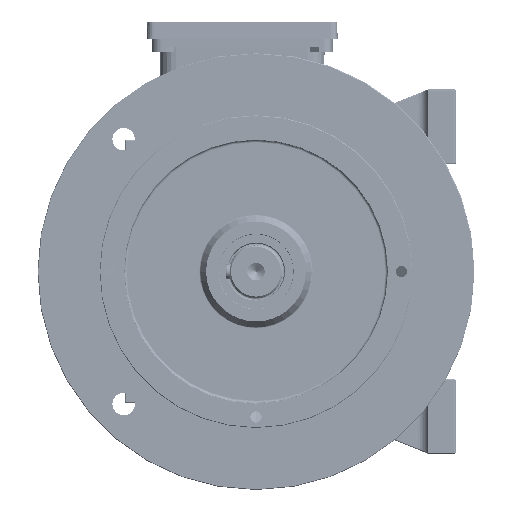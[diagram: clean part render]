
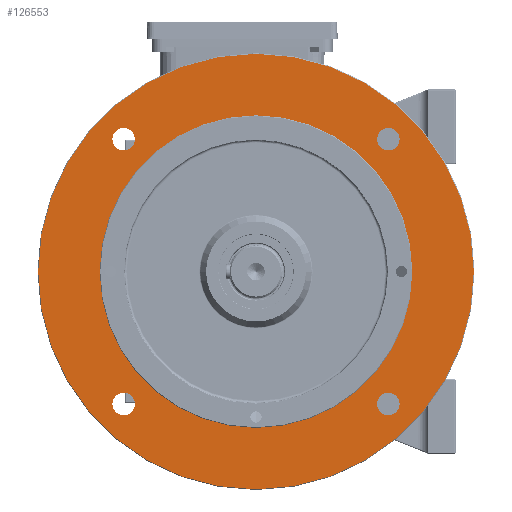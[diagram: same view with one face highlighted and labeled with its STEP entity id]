
A CAD part, left-side view. The second image highlights one B-rep face of the part: STEP entity #126553.
In plain terms, the highlighted face is planar.
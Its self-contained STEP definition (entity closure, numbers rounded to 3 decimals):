
#1164 = EDGE_CURVE ( 'NONE', #73017, #178960, #10019, .T. ) ;
#1438 = CARTESIAN_POINT ( 'NONE',  ( 4., -106.066, 115.066 ) ) ;
#3620 = AXIS2_PLACEMENT_3D ( 'NONE', #93231, #33325, #108426 ) ;
#3725 = CIRCLE ( 'NONE', #75050, 174.5 ) ;
#5006 = EDGE_LOOP ( 'NONE', ( #67814, #95102 ) ) ;
#6859 = AXIS2_PLACEMENT_3D ( 'NONE', #48706, #64980, #174378 ) ;
#10019 = CIRCLE ( 'NONE', #6859, 125.25 ) ;
#10373 = EDGE_CURVE ( 'NONE', #47031, #66599, #104684, .T. ) ;
#14997 = DIRECTION ( 'NONE',  ( 1., 0., 0. ) ) ;
#16737 = DIRECTION ( 'NONE',  ( 0., 0., -1. ) ) ;
#25419 = CARTESIAN_POINT ( 'NONE',  ( 4., -106.066, -115.066 ) ) ;
#25481 = AXIS2_PLACEMENT_3D ( 'NONE', #109573, #96371, #95355 ) ;
#27725 = DIRECTION ( 'NONE',  ( 1., 0., 0. ) ) ;
#28535 = VERTEX_POINT ( 'NONE', #195045 ) ;
#29570 = CIRCLE ( 'NONE', #3620, 9. ) ;
#30570 = CIRCLE ( 'NONE', #143885, 9. ) ;
#31012 = ORIENTED_EDGE ( 'NONE', *, *, #36376, .F. ) ;
#31981 = FACE_BOUND ( 'NONE', #141364, .T. ) ;
#32857 = VERTEX_POINT ( 'NONE', #144584 ) ;
#33325 = DIRECTION ( 'NONE',  ( 1., 0., 0. ) ) ;
#36329 = CARTESIAN_POINT ( 'NONE',  ( 4., 0., 0. ) ) ;
#36376 = EDGE_CURVE ( 'NONE', #149794, #125174, #128165, .T. ) ;
#38919 = ORIENTED_EDGE ( 'NONE', *, *, #10373, .F. ) ;
#39270 = CARTESIAN_POINT ( 'NONE',  ( 4., 0., 174.5 ) ) ;
#41846 = AXIS2_PLACEMENT_3D ( 'NONE', #47449, #14997, #183351 ) ;
#41849 = CIRCLE ( 'NONE', #155191, 125.25 ) ;
#43954 = DIRECTION ( 'NONE',  ( 0., 0., -1. ) ) ;
#47031 = VERTEX_POINT ( 'NONE', #1438 ) ;
#47449 = CARTESIAN_POINT ( 'NONE',  ( 4., 106.066, 106.066 ) ) ;
#48706 = CARTESIAN_POINT ( 'NONE',  ( 4., 0., 0. ) ) ;
#49956 = ORIENTED_EDGE ( 'NONE', *, *, #172388, .F. ) ;
#50010 = DIRECTION ( 'NONE',  ( 0., 0., -1. ) ) ;
#51155 = AXIS2_PLACEMENT_3D ( 'NONE', #127110, #85458, #50010 ) ;
#52562 = DIRECTION ( 'NONE',  ( 0., 0., -1. ) ) ;
#52736 = EDGE_LOOP ( 'NONE', ( #38919, #59249 ) ) ;
#55211 = ORIENTED_EDGE ( 'NONE', *, *, #151577, .T. ) ;
#58220 = CARTESIAN_POINT ( 'NONE',  ( 4., 0., 125.25 ) ) ;
#59249 = ORIENTED_EDGE ( 'NONE', *, *, #94413, .F. ) ;
#61103 = ORIENTED_EDGE ( 'NONE', *, *, #161721, .T. ) ;
#61560 = ORIENTED_EDGE ( 'NONE', *, *, #1164, .T. ) ;
#63340 = AXIS2_PLACEMENT_3D ( 'NONE', #189402, #143773, #190423 ) ;
#63449 = DIRECTION ( 'NONE',  ( 1., 0., 0. ) ) ;
#64831 = VERTEX_POINT ( 'NONE', #166058 ) ;
#64980 = DIRECTION ( 'NONE',  ( -1., 0., 0. ) ) ;
#65486 = FACE_BOUND ( 'NONE', #148257, .T. ) ;
#66599 = VERTEX_POINT ( 'NONE', #122033 ) ;
#66851 = AXIS2_PLACEMENT_3D ( 'NONE', #191943, #81548, #143321 ) ;
#67814 = ORIENTED_EDGE ( 'NONE', *, *, #157632, .F. ) ;
#71682 = DIRECTION ( 'NONE',  ( -1., 0., 0. ) ) ;
#73017 = VERTEX_POINT ( 'NONE', #159054 ) ;
#75050 = AXIS2_PLACEMENT_3D ( 'NONE', #36329, #159998, #96230 ) ;
#76680 = CARTESIAN_POINT ( 'NONE',  ( 4., 175., 0. ) ) ;
#81548 = DIRECTION ( 'NONE',  ( 1., 0., 0. ) ) ;
#85065 = VERTEX_POINT ( 'NONE', #124811 ) ;
#85458 = DIRECTION ( 'NONE',  ( 1., 0., 0. ) ) ;
#85851 = CARTESIAN_POINT ( 'NONE',  ( 4., 106.066, 115.066 ) ) ;
#87492 = CARTESIAN_POINT ( 'NONE',  ( 4., 106.066, 97.066 ) ) ;
#93231 = CARTESIAN_POINT ( 'NONE',  ( 4., -106.066, -106.066 ) ) ;
#93879 = CARTESIAN_POINT ( 'NONE',  ( 4., -106.066, 106.066 ) ) ;
#94016 = AXIS2_PLACEMENT_3D ( 'NONE', #136253, #27725, #43954 ) ;
#94413 = EDGE_CURVE ( 'NONE', #66599, #47031, #99956, .T. ) ;
#94994 = EDGE_CURVE ( 'NONE', #178960, #73017, #41849, .T. ) ;
#95102 = ORIENTED_EDGE ( 'NONE', *, *, #199976, .F. ) ;
#95355 = DIRECTION ( 'NONE',  ( 0., 0., -1. ) ) ;
#96230 = DIRECTION ( 'NONE',  ( 0., 0., -1. ) ) ;
#96371 = DIRECTION ( 'NONE',  ( 1., 0., 0. ) ) ;
#96539 = CIRCLE ( 'NONE', #51155, 9. ) ;
#99956 = CIRCLE ( 'NONE', #25481, 9. ) ;
#102183 = DIRECTION ( 'NONE',  ( 1., 0., 0. ) ) ;
#104095 = CARTESIAN_POINT ( 'NONE',  ( 4., 0., 0. ) ) ;
#104684 = CIRCLE ( 'NONE', #159623, 9. ) ;
#108426 = DIRECTION ( 'NONE',  ( 0., 0., -1. ) ) ;
#109573 = CARTESIAN_POINT ( 'NONE',  ( 4., -106.066, 106.066 ) ) ;
#111104 = FACE_BOUND ( 'NONE', #52736, .T. ) ;
#112938 = ORIENTED_EDGE ( 'NONE', *, *, #94994, .T. ) ;
#117602 = EDGE_CURVE ( 'NONE', #85065, #64831, #30570, .T. ) ;
#122033 = CARTESIAN_POINT ( 'NONE',  ( 4., -106.066, 97.066 ) ) ;
#123311 = FACE_OUTER_BOUND ( 'NONE', #146313, .T. ) ;
#124811 = CARTESIAN_POINT ( 'NONE',  ( 4., 106.066, -115.066 ) ) ;
#125174 = VERTEX_POINT ( 'NONE', #85851 ) ;
#125189 = ORIENTED_EDGE ( 'NONE', *, *, #117602, .F. ) ;
#126553 = ADVANCED_FACE ( 'NONE', ( #65486, #111104, #172854, #31981, #156665, #123311 ), #200318, .T. ) ;
#127110 = CARTESIAN_POINT ( 'NONE',  ( 4., 106.066, -106.066 ) ) ;
#128165 = CIRCLE ( 'NONE', #63340, 9. ) ;
#129642 = CARTESIAN_POINT ( 'NONE',  ( 4., 106.066, -106.066 ) ) ;
#131710 = VERTEX_POINT ( 'NONE', #39270 ) ;
#136253 = CARTESIAN_POINT ( 'NONE',  ( 4., -106.066, -106.066 ) ) ;
#136491 = DIRECTION ( 'NONE',  ( 0., 0., -1. ) ) ;
#139466 = DIRECTION ( 'NONE',  ( 1., 0., 0. ) ) ;
#141364 = EDGE_LOOP ( 'NONE', ( #181588, #125189 ) ) ;
#142277 = AXIS2_PLACEMENT_3D ( 'NONE', #76680, #63449, #16737 ) ;
#143321 = DIRECTION ( 'NONE',  ( 0., 0., -1. ) ) ;
#143773 = DIRECTION ( 'NONE',  ( 1., 0., 0. ) ) ;
#143885 = AXIS2_PLACEMENT_3D ( 'NONE', #129642, #102183, #52562 ) ;
#144584 = CARTESIAN_POINT ( 'NONE',  ( 4., 0., -174.5 ) ) ;
#144924 = EDGE_LOOP ( 'NONE', ( #112938, #61560 ) ) ;
#146313 = EDGE_LOOP ( 'NONE', ( #61103, #55211 ) ) ;
#148257 = EDGE_LOOP ( 'NONE', ( #49956, #31012 ) ) ;
#149794 = VERTEX_POINT ( 'NONE', #87492 ) ;
#151577 = EDGE_CURVE ( 'NONE', #32857, #131710, #154208, .T. ) ;
#154208 = CIRCLE ( 'NONE', #66851, 174.5 ) ;
#155191 = AXIS2_PLACEMENT_3D ( 'NONE', #104095, #71682, #136491 ) ;
#156650 = DIRECTION ( 'NONE',  ( 0., 0., -1. ) ) ;
#156665 = FACE_BOUND ( 'NONE', #144924, .T. ) ;
#157632 = EDGE_CURVE ( 'NONE', #28535, #170214, #171665, .T. ) ;
#159054 = CARTESIAN_POINT ( 'NONE',  ( 4., 0., -125.25 ) ) ;
#159623 = AXIS2_PLACEMENT_3D ( 'NONE', #93879, #139466, #156650 ) ;
#159998 = DIRECTION ( 'NONE',  ( 1., 0., 0. ) ) ;
#161721 = EDGE_CURVE ( 'NONE', #131710, #32857, #3725, .T. ) ;
#166058 = CARTESIAN_POINT ( 'NONE',  ( 4., 106.066, -97.066 ) ) ;
#168525 = CIRCLE ( 'NONE', #41846, 9. ) ;
#170214 = VERTEX_POINT ( 'NONE', #25419 ) ;
#171665 = CIRCLE ( 'NONE', #94016, 9. ) ;
#172388 = EDGE_CURVE ( 'NONE', #125174, #149794, #168525, .T. ) ;
#172854 = FACE_BOUND ( 'NONE', #5006, .T. ) ;
#174378 = DIRECTION ( 'NONE',  ( 0., 0., -1. ) ) ;
#178960 = VERTEX_POINT ( 'NONE', #58220 ) ;
#181588 = ORIENTED_EDGE ( 'NONE', *, *, #193943, .F. ) ;
#183351 = DIRECTION ( 'NONE',  ( 0., 0., -1. ) ) ;
#189402 = CARTESIAN_POINT ( 'NONE',  ( 4., 106.066, 106.066 ) ) ;
#190423 = DIRECTION ( 'NONE',  ( 0., 0., -1. ) ) ;
#191943 = CARTESIAN_POINT ( 'NONE',  ( 4., 0., 0. ) ) ;
#193943 = EDGE_CURVE ( 'NONE', #64831, #85065, #96539, .T. ) ;
#195045 = CARTESIAN_POINT ( 'NONE',  ( 4., -106.066, -97.066 ) ) ;
#199976 = EDGE_CURVE ( 'NONE', #170214, #28535, #29570, .T. ) ;
#200318 = PLANE ( 'NONE',  #142277 ) ;
